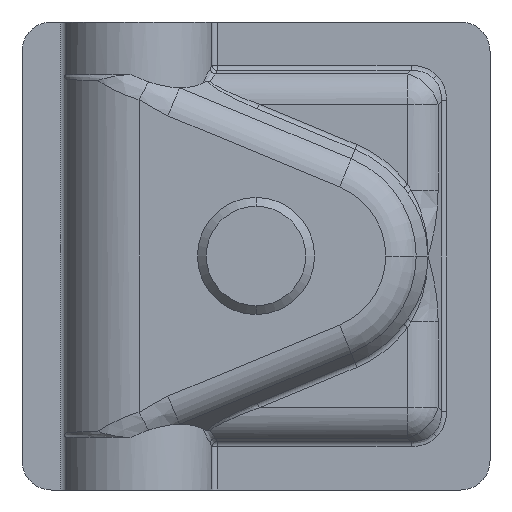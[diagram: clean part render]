
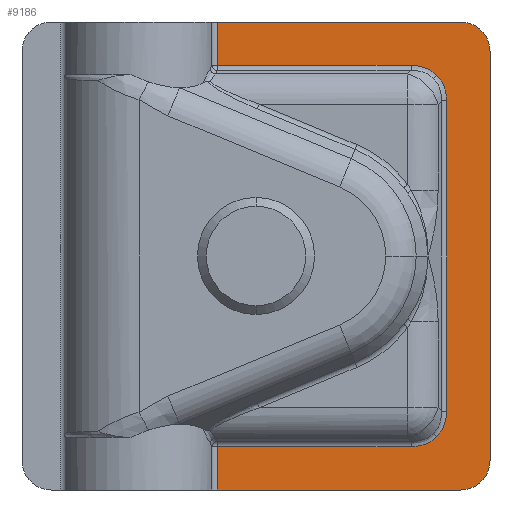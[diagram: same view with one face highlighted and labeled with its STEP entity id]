
A CAD part, front view. The second image highlights one B-rep face of the part: STEP entity #9186.
In plain terms, the highlighted face is planar.
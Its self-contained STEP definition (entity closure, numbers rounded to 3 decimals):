
#161 = LINE ( 'NONE', #9052, #17537 ) ;
#259 = DIRECTION ( 'NONE',  ( 0., 0., -1. ) ) ;
#263 = CARTESIAN_POINT ( 'NONE',  ( -14.133, 2.5, -16.289 ) ) ;
#431 = ORIENTED_EDGE ( 'NONE', *, *, #17500, .T. ) ;
#795 = ORIENTED_EDGE ( 'NONE', *, *, #14882, .F. ) ;
#1066 = VERTEX_POINT ( 'NONE', #2148 ) ;
#1168 = CARTESIAN_POINT ( 'NONE',  ( -16.289, 2.5, 13.258 ) ) ;
#1184 = DIRECTION ( 'NONE',  ( 1., 0., 0. ) ) ;
#1310 = CARTESIAN_POINT ( 'NONE',  ( 3.675, 2.5, -16.289 ) ) ;
#1676 = FACE_OUTER_BOUND ( 'NONE', #2333, .T. ) ;
#2148 = CARTESIAN_POINT ( 'NONE',  ( -15.442, 2.5, -15.442 ) ) ;
#2333 = EDGE_LOOP ( 'NONE', ( #4766, #14336, #6501, #431, #795, #18949, #20981, #14734, #14686, #4333, #2496, #11011, #6476, #14444 ) ) ;
#2415 = CARTESIAN_POINT ( 'NONE',  ( -16.289, 2.5, 13.258 ) ) ;
#2496 = ORIENTED_EDGE ( 'NONE', *, *, #4324, .T. ) ;
#2656 = VERTEX_POINT ( 'NONE', #14754 ) ;
#2805 = DIRECTION ( 'NONE',  ( 1., 0., 0. ) ) ;
#3137 =( BOUNDED_CURVE ( )  B_SPLINE_CURVE ( 3, ( #8039, #4705, #19498, #6529 ),
 .UNSPECIFIED., .F., .F. ) 
 B_SPLINE_CURVE_WITH_KNOTS ( ( 4, 4 ),
 ( 5.624, 6.283 ),
 .UNSPECIFIED. ) 
 CURVE ( )  GEOMETRIC_REPRESENTATION_ITEM ( )  RATIONAL_B_SPLINE_CURVE ( ( 1., 0.964, 0.964, 1. ) ) 
 REPRESENTATION_ITEM ( '' )  );
#3696 = VECTOR ( 'NONE', #20137, 1000. ) ;
#3899 = CARTESIAN_POINT ( 'NONE',  ( -20., 2.5, 20. ) ) ;
#4173 =( BOUNDED_CURVE ( )  B_SPLINE_CURVE ( 3, ( #17220, #14274, #20580, #1168 ),
 .UNSPECIFIED., .F., .F. ) 
 B_SPLINE_CURVE_WITH_KNOTS ( ( 4, 4 ),
 ( 0., 0.659 ),
 .UNSPECIFIED. ) 
 CURVE ( )  GEOMETRIC_REPRESENTATION_ITEM ( )  RATIONAL_B_SPLINE_CURVE ( ( 1., 0.964, 0.964, 1. ) ) 
 REPRESENTATION_ITEM ( '' )  );
#4275 = VECTOR ( 'NONE', #8221, 1000. ) ;
#4324 = EDGE_CURVE ( 'NONE', #2656, #10689, #4173, .T. ) ;
#4333 = ORIENTED_EDGE ( 'NONE', *, *, #16631, .T. ) ;
#4432 = CARTESIAN_POINT ( 'NONE',  ( -17.5, 2.5, -17.5 ) ) ;
#4498 = VERTEX_POINT ( 'NONE', #7917 ) ;
#4524 = DIRECTION ( 'NONE',  ( 0., -1., 0. ) ) ;
#4705 = CARTESIAN_POINT ( 'NONE',  ( -16.289, 2.5, -14.133 ) ) ;
#4766 = ORIENTED_EDGE ( 'NONE', *, *, #12088, .T. ) ;
#4990 = PLANE ( 'NONE',  #21069 ) ;
#5209 = CARTESIAN_POINT ( 'NONE',  ( -14.888, 2.5, -15.996 ) ) ;
#5361 = EDGE_CURVE ( 'NONE', #10689, #15242, #14791, .T. ) ;
#5453 = EDGE_CURVE ( 'NONE', #1066, #14497, #18222, .T. ) ;
#5502 = EDGE_CURVE ( 'NONE', #6083, #8135, #10113, .T. ) ;
#5626 = VERTEX_POINT ( 'NONE', #12238 ) ;
#5719 = DIRECTION ( 'NONE',  ( -1., 0., 0. ) ) ;
#5911 = CARTESIAN_POINT ( 'NONE',  ( -15.442, 2.5, 15.442 ) ) ;
#6083 = VERTEX_POINT ( 'NONE', #11115 ) ;
#6252 = CARTESIAN_POINT ( 'NONE',  ( 3.292, 2.5, -16.289 ) ) ;
#6476 = ORIENTED_EDGE ( 'NONE', *, *, #9597, .T. ) ;
#6497 = CARTESIAN_POINT ( 'NONE',  ( 3.292, 2.5, 16. ) ) ;
#6501 = ORIENTED_EDGE ( 'NONE', *, *, #18827, .T. ) ;
#6529 = CARTESIAN_POINT ( 'NONE',  ( -15.442, 2.5, -15.442 ) ) ;
#6713 = CARTESIAN_POINT ( 'NONE',  ( -13.258, 2.5, -16.289 ) ) ;
#7737 = CARTESIAN_POINT ( 'NONE',  ( -13.258, 2.5, 16.289 ) ) ;
#7917 = CARTESIAN_POINT ( 'NONE',  ( 3.292, 2.5, -20. ) ) ;
#8039 = CARTESIAN_POINT ( 'NONE',  ( -16.289, 2.5, -13.258 ) ) ;
#8066 = VECTOR ( 'NONE', #2805, 1000. ) ;
#8135 = VERTEX_POINT ( 'NONE', #14272 ) ;
#8221 = DIRECTION ( 'NONE',  ( 0., 0., -1. ) ) ;
#8700 = LINE ( 'NONE', #3899, #18562 ) ;
#8732 = DIRECTION ( 'NONE',  ( -1., 0., 0. ) ) ;
#9052 = CARTESIAN_POINT ( 'NONE',  ( 3.675, 2.5, -20. ) ) ;
#9186 = ADVANCED_FACE ( 'NONE', ( #1676 ), #4990, .F. ) ;
#9490 = CARTESIAN_POINT ( 'NONE',  ( -17.5, 2.5, 20. ) ) ;
#9564 = CARTESIAN_POINT ( 'NONE',  ( -17.5, 2.5, -20. ) ) ;
#9597 = EDGE_CURVE ( 'NONE', #15242, #1066, #3137, .T. ) ;
#9883 = AXIS2_PLACEMENT_3D ( 'NONE', #4432, #15962, #12816 ) ;
#10009 = CARTESIAN_POINT ( 'NONE',  ( -13.258, 2.5, -16.289 ) ) ;
#10113 = LINE ( 'NONE', #18268, #11809 ) ;
#10147 = VECTOR ( 'NONE', #17875, 1000. ) ;
#10430 = DIRECTION ( 'NONE',  ( 1., 0., 0. ) ) ;
#10644 = CARTESIAN_POINT ( 'NONE',  ( 3.292, 2.5, 20. ) ) ;
#10689 = VERTEX_POINT ( 'NONE', #2415 ) ;
#11011 = ORIENTED_EDGE ( 'NONE', *, *, #5361, .T. ) ;
#11115 = CARTESIAN_POINT ( 'NONE',  ( 3.292, 2.5, 16.289 ) ) ;
#11530 = LINE ( 'NONE', #6497, #15384 ) ;
#11809 = VECTOR ( 'NONE', #8732, 1000. ) ;
#11859 = CARTESIAN_POINT ( 'NONE',  ( -15.442, 2.5, -15.442 ) ) ;
#12088 = EDGE_CURVE ( 'NONE', #14497, #16371, #12700, .T. ) ;
#12238 = CARTESIAN_POINT ( 'NONE',  ( -20., 2.5, 17.5 ) ) ;
#12700 = LINE ( 'NONE', #1310, #8066 ) ;
#12816 = DIRECTION ( 'NONE',  ( 1., 0., 0. ) ) ;
#13006 = CARTESIAN_POINT ( 'NONE',  ( -16.289, 2.5, -13.258 ) ) ;
#13295 = CARTESIAN_POINT ( 'NONE',  ( -16.289, 2.5, -13.402 ) ) ;
#13714 = CIRCLE ( 'NONE', #9883, 2.5 ) ;
#14272 = CARTESIAN_POINT ( 'NONE',  ( -13.258, 2.5, 16.289 ) ) ;
#14274 = CARTESIAN_POINT ( 'NONE',  ( -15.996, 2.5, 14.888 ) ) ;
#14336 = ORIENTED_EDGE ( 'NONE', *, *, #20613, .T. ) ;
#14444 = ORIENTED_EDGE ( 'NONE', *, *, #5453, .T. ) ;
#14497 = VERTEX_POINT ( 'NONE', #6713 ) ;
#14686 = ORIENTED_EDGE ( 'NONE', *, *, #5502, .T. ) ;
#14720 = LINE ( 'NONE', #18196, #10147 ) ;
#14734 = ORIENTED_EDGE ( 'NONE', *, *, #16237, .T. ) ;
#14754 = CARTESIAN_POINT ( 'NONE',  ( -15.442, 2.5, 15.442 ) ) ;
#14791 = LINE ( 'NONE', #13295, #4275 ) ;
#14882 = EDGE_CURVE ( 'NONE', #5626, #16572, #8700, .T. ) ;
#15242 = VERTEX_POINT ( 'NONE', #13006 ) ;
#15314 = DIRECTION ( 'NONE',  ( 0., 0., -1. ) ) ;
#15384 = VECTOR ( 'NONE', #259, 1000. ) ;
#15633 = CARTESIAN_POINT ( 'NONE',  ( -14.133, 2.5, 16.289 ) ) ;
#15677 = VERTEX_POINT ( 'NONE', #10644 ) ;
#15962 = DIRECTION ( 'NONE',  ( 0., 1., 0. ) ) ;
#16122 = VERTEX_POINT ( 'NONE', #9490 ) ;
#16237 = EDGE_CURVE ( 'NONE', #15677, #6083, #11530, .T. ) ;
#16371 = VERTEX_POINT ( 'NONE', #6252 ) ;
#16572 = VERTEX_POINT ( 'NONE', #17569 ) ;
#16631 = EDGE_CURVE ( 'NONE', #8135, #2656, #20528, .T. ) ;
#16656 = CARTESIAN_POINT ( 'NONE',  ( 3.292, 2.5, -20. ) ) ;
#16970 = CARTESIAN_POINT ( 'NONE',  ( 3.675, 2.5, 20. ) ) ;
#17220 = CARTESIAN_POINT ( 'NONE',  ( -15.442, 2.5, 15.442 ) ) ;
#17500 = EDGE_CURVE ( 'NONE', #21031, #16572, #13714, .T. ) ;
#17537 = VECTOR ( 'NONE', #5719, 1000. ) ;
#17569 = CARTESIAN_POINT ( 'NONE',  ( -20., 2.5, -17.5 ) ) ;
#17741 = LINE ( 'NONE', #16656, #3696 ) ;
#17760 = DIRECTION ( 'NONE',  ( 0., 1., 0. ) ) ;
#17822 = CIRCLE ( 'NONE', #19919, 2.5 ) ;
#17875 = DIRECTION ( 'NONE',  ( -1., 0., 0. ) ) ;
#18196 = CARTESIAN_POINT ( 'NONE',  ( 3.675, 2.5, 20. ) ) ;
#18222 =( BOUNDED_CURVE ( )  B_SPLINE_CURVE ( 3, ( #11859, #5209, #263, #10009 ),
 .UNSPECIFIED., .F., .F. ) 
 B_SPLINE_CURVE_WITH_KNOTS ( ( 4, 4 ),
 ( 0., 0.659 ),
 .UNSPECIFIED. ) 
 CURVE ( )  GEOMETRIC_REPRESENTATION_ITEM ( )  RATIONAL_B_SPLINE_CURVE ( ( 1., 0.964, 0.964, 1. ) ) 
 REPRESENTATION_ITEM ( '' )  );
#18268 = CARTESIAN_POINT ( 'NONE',  ( -13.402, 2.5, 16.289 ) ) ;
#18562 = VECTOR ( 'NONE', #15314, 1000. ) ;
#18827 = EDGE_CURVE ( 'NONE', #4498, #21031, #161, .T. ) ;
#18949 = ORIENTED_EDGE ( 'NONE', *, *, #20268, .T. ) ;
#19498 = CARTESIAN_POINT ( 'NONE',  ( -15.996, 2.5, -14.888 ) ) ;
#19504 = CARTESIAN_POINT ( 'NONE',  ( -17.5, 2.5, 17.5 ) ) ;
#19919 = AXIS2_PLACEMENT_3D ( 'NONE', #19504, #17760, #1184 ) ;
#20137 = DIRECTION ( 'NONE',  ( 0., 0., -1. ) ) ;
#20268 = EDGE_CURVE ( 'NONE', #5626, #16122, #17822, .T. ) ;
#20513 = EDGE_CURVE ( 'NONE', #15677, #16122, #14720, .T. ) ;
#20528 =( BOUNDED_CURVE ( )  B_SPLINE_CURVE ( 3, ( #7737, #15633, #20720, #5911 ),
 .UNSPECIFIED., .F., .F. ) 
 B_SPLINE_CURVE_WITH_KNOTS ( ( 4, 4 ),
 ( 5.624, 6.283 ),
 .UNSPECIFIED. ) 
 CURVE ( )  GEOMETRIC_REPRESENTATION_ITEM ( )  RATIONAL_B_SPLINE_CURVE ( ( 1., 0.964, 0.964, 1. ) ) 
 REPRESENTATION_ITEM ( '' )  );
#20580 = CARTESIAN_POINT ( 'NONE',  ( -16.289, 2.5, 14.133 ) ) ;
#20613 = EDGE_CURVE ( 'NONE', #16371, #4498, #17741, .T. ) ;
#20720 = CARTESIAN_POINT ( 'NONE',  ( -14.888, 2.5, 15.996 ) ) ;
#20981 = ORIENTED_EDGE ( 'NONE', *, *, #20513, .F. ) ;
#21031 = VERTEX_POINT ( 'NONE', #9564 ) ;
#21069 = AXIS2_PLACEMENT_3D ( 'NONE', #16970, #4524, #10430 ) ;
